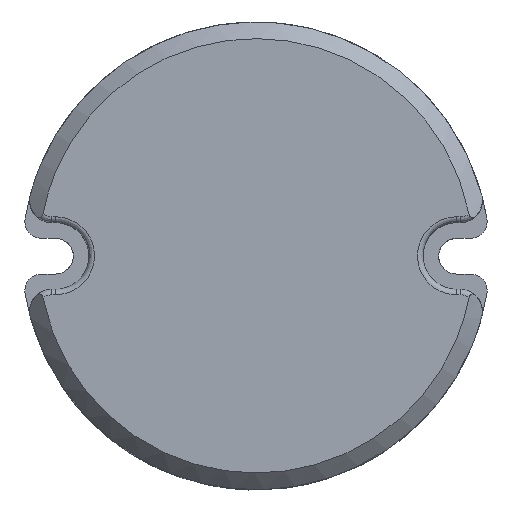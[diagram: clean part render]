
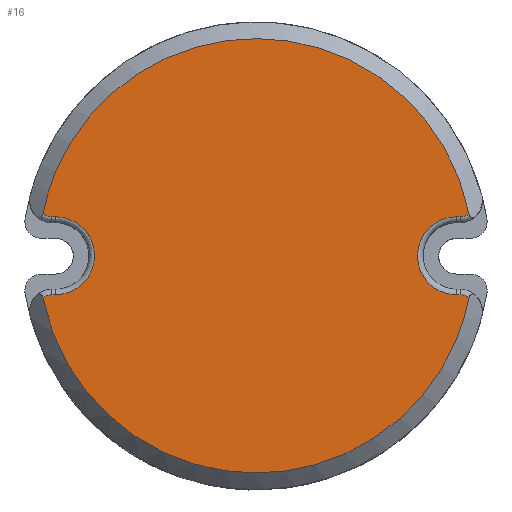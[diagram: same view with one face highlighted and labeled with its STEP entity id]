
A CAD part, top view. The second image highlights one B-rep face of the part: STEP entity #16.
In plain terms, the highlighted planar face has unit normal (0, 0, 1).
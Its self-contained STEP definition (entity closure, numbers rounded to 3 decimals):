
#16=ADVANCED_FACE('',(#54),#640,.T.);
#54=FACE_OUTER_BOUND('',#92,.T.);
#92=EDGE_LOOP('',(#145,#146,#147,#148,#149,#150,#151,#152,#153,#154,#155,
#156));
#145=ORIENTED_EDGE('',*,*,#351,.T.);
#146=ORIENTED_EDGE('',*,*,#355,.T.);
#147=ORIENTED_EDGE('',*,*,#341,.T.);
#148=ORIENTED_EDGE('',*,*,#359,.T.);
#149=ORIENTED_EDGE('',*,*,#342,.T.);
#150=ORIENTED_EDGE('',*,*,#364,.T.);
#151=ORIENTED_EDGE('',*,*,#368,.T.);
#152=ORIENTED_EDGE('',*,*,#373,.T.);
#153=ORIENTED_EDGE('',*,*,#343,.T.);
#154=ORIENTED_EDGE('',*,*,#377,.T.);
#155=ORIENTED_EDGE('',*,*,#344,.T.);
#156=ORIENTED_EDGE('',*,*,#345,.T.);
#341=EDGE_CURVE('',#563,#564,#497,.T.);
#342=EDGE_CURVE('',#565,#566,#498,.T.);
#343=EDGE_CURVE('',#569,#570,#499,.T.);
#344=EDGE_CURVE('',#571,#572,#500,.T.);
#345=EDGE_CURVE('',#572,#561,#441,.T.);
#351=EDGE_CURVE('',#561,#562,#445,.T.);
#355=EDGE_CURVE('',#562,#563,#447,.T.);
#359=EDGE_CURVE('',#564,#565,#450,.T.);
#364=EDGE_CURVE('',#566,#567,#454,.T.);
#368=EDGE_CURVE('',#567,#568,#456,.T.);
#373=EDGE_CURVE('',#568,#569,#459,.T.);
#377=EDGE_CURVE('',#570,#571,#462,.T.);
#441=(
BOUNDED_CURVE()
B_SPLINE_CURVE(2,(#1059,#1060,#1061),.UNSPECIFIED.,.F.,.F.)
B_SPLINE_CURVE_WITH_KNOTS((3,3),(-0.878,0.),.UNSPECIFIED.)
CURVE()
GEOMETRIC_REPRESENTATION_ITEM()
RATIONAL_B_SPLINE_CURVE((1.,0.96,1.))
REPRESENTATION_ITEM('')
);
#445=(
BOUNDED_CURVE()
B_SPLINE_CURVE(2,(#1093,#1094,#1095,#1096,#1097),.UNSPECIFIED.,.F.,.F.)
B_SPLINE_CURVE_WITH_KNOTS((3,2,3),(-64.245,-32.122,
0.),.UNSPECIFIED.)
CURVE()
GEOMETRIC_REPRESENTATION_ITEM()
RATIONAL_B_SPLINE_CURVE((1.,0.772,1.,0.772,1.))
REPRESENTATION_ITEM('')
);
#447=(
BOUNDED_CURVE()
B_SPLINE_CURVE(2,(#1118,#1119,#1120),.UNSPECIFIED.,.F.,.F.)
B_SPLINE_CURVE_WITH_KNOTS((3,3),(-0.878,0.),.UNSPECIFIED.)
CURVE()
GEOMETRIC_REPRESENTATION_ITEM()
RATIONAL_B_SPLINE_CURVE((1.,0.96,1.))
REPRESENTATION_ITEM('')
);
#450=(
BOUNDED_CURVE()
B_SPLINE_CURVE(2,(#1129,#1130,#1131,#1132,#1133),.UNSPECIFIED.,.F.,.F.)
B_SPLINE_CURVE_WITH_KNOTS((3,2,3),(-14.,-7.,
0.),.UNSPECIFIED.)
CURVE()
GEOMETRIC_REPRESENTATION_ITEM()
RATIONAL_B_SPLINE_CURVE((1.,0.707,1.,0.707,1.))
REPRESENTATION_ITEM('')
);
#454=(
BOUNDED_CURVE()
B_SPLINE_CURVE(2,(#1147,#1148,#1149),.UNSPECIFIED.,.F.,.F.)
B_SPLINE_CURVE_WITH_KNOTS((3,3),(-0.878,0.),.UNSPECIFIED.)
CURVE()
GEOMETRIC_REPRESENTATION_ITEM()
RATIONAL_B_SPLINE_CURVE((1.,0.96,1.))
REPRESENTATION_ITEM('')
);
#456=(
BOUNDED_CURVE()
B_SPLINE_CURVE(2,(#1173,#1174,#1175,#1176,#1177),.UNSPECIFIED.,.F.,.F.)
B_SPLINE_CURVE_WITH_KNOTS((3,2,3),(-64.245,-32.122,
0.),.UNSPECIFIED.)
CURVE()
GEOMETRIC_REPRESENTATION_ITEM()
RATIONAL_B_SPLINE_CURVE((1.,0.772,1.,0.772,1.))
REPRESENTATION_ITEM('')
);
#459=(
BOUNDED_CURVE()
B_SPLINE_CURVE(2,(#1203,#1204,#1205),.UNSPECIFIED.,.F.,.F.)
B_SPLINE_CURVE_WITH_KNOTS((3,3),(-0.878,0.),.UNSPECIFIED.)
CURVE()
GEOMETRIC_REPRESENTATION_ITEM()
RATIONAL_B_SPLINE_CURVE((1.,0.96,1.))
REPRESENTATION_ITEM('')
);
#462=(
BOUNDED_CURVE()
B_SPLINE_CURVE(2,(#1214,#1215,#1216,#1217,#1218),.UNSPECIFIED.,.F.,.F.)
B_SPLINE_CURVE_WITH_KNOTS((3,2,3),(-14.,-7.,0.),
 .UNSPECIFIED.)
CURVE()
GEOMETRIC_REPRESENTATION_ITEM()
RATIONAL_B_SPLINE_CURVE((1.,0.707,1.,0.707,1.))
REPRESENTATION_ITEM('')
);
#497=B_SPLINE_CURVE_WITH_KNOTS('',1,(#1051,#1052),.UNSPECIFIED.,.F.,.F.,
(2,2),(0.,0.33),.UNSPECIFIED.);
#498=B_SPLINE_CURVE_WITH_KNOTS('',1,(#1053,#1054),.UNSPECIFIED.,.F.,.F.,
(2,2),(0.,0.33),.UNSPECIFIED.);
#499=B_SPLINE_CURVE_WITH_KNOTS('',1,(#1055,#1056),.UNSPECIFIED.,.F.,.F.,
(2,2),(0.,0.33),.UNSPECIFIED.);
#500=B_SPLINE_CURVE_WITH_KNOTS('',1,(#1057,#1058),.UNSPECIFIED.,.F.,.F.,
(2,2),(0.,0.33),.UNSPECIFIED.);
#561=VERTEX_POINT('',#991);
#562=VERTEX_POINT('',#992);
#563=VERTEX_POINT('',#993);
#564=VERTEX_POINT('',#994);
#565=VERTEX_POINT('',#995);
#566=VERTEX_POINT('',#996);
#567=VERTEX_POINT('',#997);
#568=VERTEX_POINT('',#998);
#569=VERTEX_POINT('',#999);
#570=VERTEX_POINT('',#1000);
#571=VERTEX_POINT('',#1001);
#572=VERTEX_POINT('',#1002);
#640=PLANE('',#672);
#672=AXIS2_PLACEMENT_3D('',#702,#687,$);
#687=DIRECTION('',(0.,0.,1.));
#702=CARTESIAN_POINT('',(1.861,-8.5,-10.));
#991=CARTESIAN_POINT('',(1.861,7.264,-10.));
#992=CARTESIAN_POINT('',(40.139,7.264,-10.));
#993=CARTESIAN_POINT('',(39.33,7.5,-10.));
#994=CARTESIAN_POINT('',(39.,7.5,-10.));
#995=CARTESIAN_POINT('',(39.,14.5,-10.));
#996=CARTESIAN_POINT('',(39.33,14.5,-10.));
#997=CARTESIAN_POINT('',(40.139,14.736,-10.));
#998=CARTESIAN_POINT('',(1.861,14.736,-10.));
#999=CARTESIAN_POINT('',(2.67,14.5,-10.));
#1000=CARTESIAN_POINT('',(3.,14.5,-10.));
#1001=CARTESIAN_POINT('',(3.,7.5,-10.));
#1002=CARTESIAN_POINT('',(2.67,7.5,-10.));
#1051=CARTESIAN_POINT('',(39.33,7.5,-10.));
#1052=CARTESIAN_POINT('',(39.,7.5,-10.));
#1053=CARTESIAN_POINT('',(39.,14.5,-10.));
#1054=CARTESIAN_POINT('',(39.33,14.5,-10.));
#1055=CARTESIAN_POINT('',(2.67,14.5,-10.));
#1056=CARTESIAN_POINT('',(3.,14.5,-10.));
#1057=CARTESIAN_POINT('',(3.,7.5,-10.));
#1058=CARTESIAN_POINT('',(2.67,7.5,-10.));
#1059=CARTESIAN_POINT('',(2.67,7.5,-10.));
#1060=CARTESIAN_POINT('',(2.231,7.5,-10.));
#1061=CARTESIAN_POINT('',(1.861,7.264,-10.));
#1093=CARTESIAN_POINT('',(1.861,7.264,-10.));
#1094=CARTESIAN_POINT('',(4.939,-8.5,-10.));
#1095=CARTESIAN_POINT('',(21.,-8.5,-10.));
#1096=CARTESIAN_POINT('',(37.061,-8.5,-10.));
#1097=CARTESIAN_POINT('',(40.139,7.264,-10.));
#1118=CARTESIAN_POINT('',(40.139,7.264,-10.));
#1119=CARTESIAN_POINT('',(39.769,7.5,-10.));
#1120=CARTESIAN_POINT('',(39.33,7.5,-10.));
#1129=CARTESIAN_POINT('',(39.,7.5,-10.));
#1130=CARTESIAN_POINT('',(35.5,7.5,-10.));
#1131=CARTESIAN_POINT('',(35.5,11.,-10.));
#1132=CARTESIAN_POINT('',(35.5,14.5,-10.));
#1133=CARTESIAN_POINT('',(39.,14.5,-10.));
#1147=CARTESIAN_POINT('',(39.33,14.5,-10.));
#1148=CARTESIAN_POINT('',(39.769,14.5,-10.));
#1149=CARTESIAN_POINT('',(40.139,14.736,-10.));
#1173=CARTESIAN_POINT('',(40.139,14.736,-10.));
#1174=CARTESIAN_POINT('',(37.061,30.5,-10.));
#1175=CARTESIAN_POINT('',(21.,30.5,-10.));
#1176=CARTESIAN_POINT('',(4.939,30.5,-10.));
#1177=CARTESIAN_POINT('',(1.861,14.736,-10.));
#1203=CARTESIAN_POINT('',(1.861,14.736,-10.));
#1204=CARTESIAN_POINT('',(2.231,14.5,-10.));
#1205=CARTESIAN_POINT('',(2.67,14.5,-10.));
#1214=CARTESIAN_POINT('',(3.,14.5,-10.));
#1215=CARTESIAN_POINT('',(6.5,14.5,-10.));
#1216=CARTESIAN_POINT('',(6.5,11.,-10.));
#1217=CARTESIAN_POINT('',(6.5,7.5,-10.));
#1218=CARTESIAN_POINT('',(3.,7.5,-10.));
